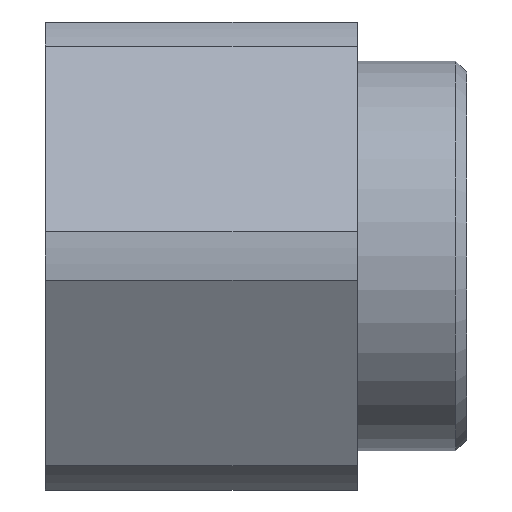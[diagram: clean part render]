
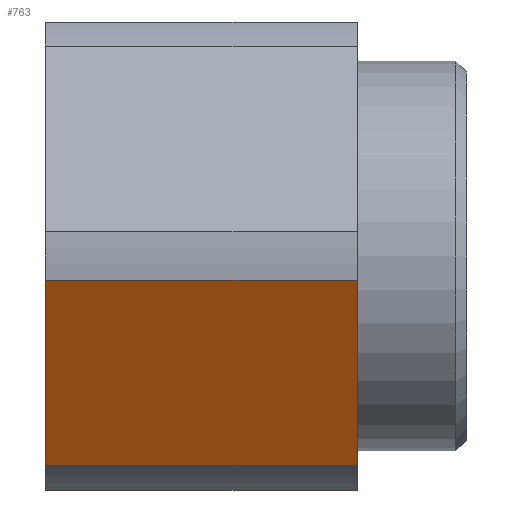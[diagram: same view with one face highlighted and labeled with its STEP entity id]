
A CAD part, left-side view. The second image highlights one B-rep face of the part: STEP entity #763.
In plain terms, the highlighted planar face has unit normal (-0.866, 0, -0.5).
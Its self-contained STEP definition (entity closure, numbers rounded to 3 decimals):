
#633=FACE_OUTER_BOUND('',#1048,.T.);
#763=ADVANCED_FACE('',(#633),#877,.F.);
#877=PLANE('',#2972);
#1048=EDGE_LOOP('',(#1314,#1315,#1316,#1317));
#1314=ORIENTED_EDGE('',*,*,#2110,.F.);
#1315=ORIENTED_EDGE('',*,*,#2111,.F.);
#1316=ORIENTED_EDGE('',*,*,#2107,.F.);
#1317=ORIENTED_EDGE('',*,*,#2112,.F.);
#1896=VERTEX_POINT('',#3953);
#1897=VERTEX_POINT('',#3954);
#1898=VERTEX_POINT('',#3959);
#1899=VERTEX_POINT('',#3960);
#2107=EDGE_CURVE('',#1896,#1897,#2386,.T.);
#2110=EDGE_CURVE('',#1898,#1899,#2387,.T.);
#2111=EDGE_CURVE('',#1897,#1898,#2388,.T.);
#2112=EDGE_CURVE('',#1899,#1896,#2389,.T.);
#2386=LINE('',#3952,#2642);
#2387=LINE('',#3958,#2643);
#2388=LINE('',#3961,#2644);
#2389=LINE('',#3962,#2645);
#2642=VECTOR('',#3232,1.);
#2643=VECTOR('',#3239,1.);
#2644=VECTOR('',#3240,1.);
#2645=VECTOR('',#3241,1.);
#2972=AXIS2_PLACEMENT_3D('',#3963,#3242,#3243);
#3232=DIRECTION('',(0.,1.,0.));
#3239=DIRECTION('',(0.,-1.,0.));
#3240=DIRECTION('',(-0.5,0.,0.866));
#3241=DIRECTION('',(0.5,0.,-0.866));
#3242=DIRECTION('',(0.866,0.,0.5));
#3243=DIRECTION('',(-0.5,0.,0.866));
#3952=CARTESIAN_POINT('',(-9.553,6.3,-13.453));
#3953=CARTESIAN_POINT('',(-9.553,6.3,-13.453));
#3954=CARTESIAN_POINT('',(-9.553,26.3,-13.453));
#3958=CARTESIAN_POINT('',(-16.427,26.3,-1.547));
#3959=CARTESIAN_POINT('',(-16.427,26.3,-1.547));
#3960=CARTESIAN_POINT('',(-16.427,6.3,-1.547));
#3961=CARTESIAN_POINT('',(-9.553,26.3,-13.453));
#3962=CARTESIAN_POINT('',(-16.427,6.3,-1.547));
#3963=CARTESIAN_POINT('',(-8.66,26.3,-15.));
